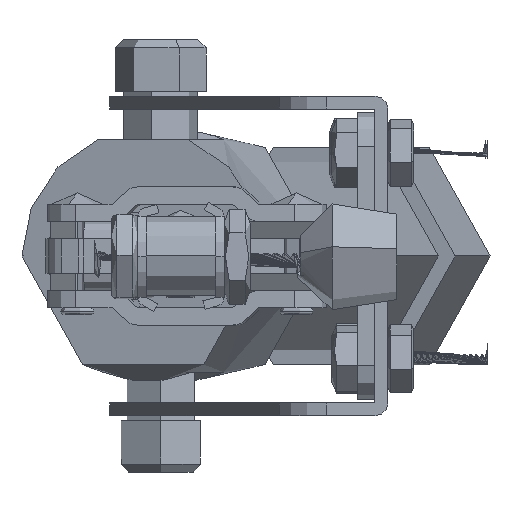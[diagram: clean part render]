
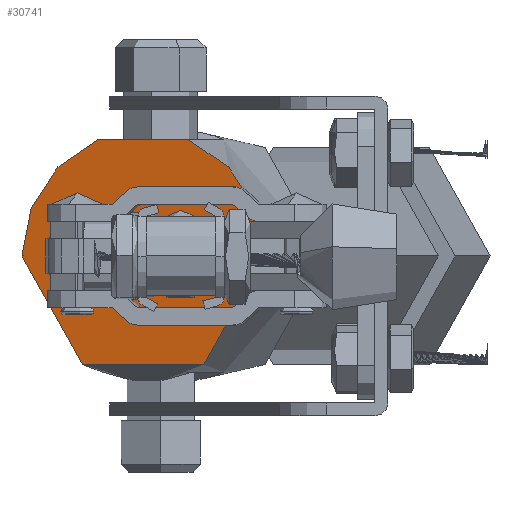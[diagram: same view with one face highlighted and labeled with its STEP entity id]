
A CAD part, left-side view. The second image highlights one B-rep face of the part: STEP entity #30741.
In plain terms, the highlighted face is planar.
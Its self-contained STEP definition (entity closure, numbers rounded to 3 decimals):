
#334 = CARTESIAN_POINT ( 'NONE',  ( -103., 0., -14.5 ) ) ;
#601 = FACE_BOUND ( 'NONE', #8394, .T. ) ;
#770 = DIRECTION ( 'NONE',  ( 0., 0., -1. ) ) ;
#2298 = LINE ( 'NONE', #25471, #22429 ) ;
#2842 = DIRECTION ( 'NONE',  ( 0., 0., -1. ) ) ;
#3244 = DIRECTION ( 'NONE',  ( 0., 0., -1. ) ) ;
#3572 = CIRCLE ( 'NONE', #7941, 14.5 ) ;
#4835 = EDGE_CURVE ( 'NONE', #30990, #39605, #29189, .T. ) ;
#7941 = AXIS2_PLACEMENT_3D ( 'NONE', #21087, #47473, #24869 ) ;
#8364 = AXIS2_PLACEMENT_3D ( 'NONE', #48497, #25873, #3244 ) ;
#8394 = EDGE_LOOP ( 'NONE', ( #39085, #48543 ) ) ;
#8939 = CARTESIAN_POINT ( 'NONE',  ( -103., 0., 0. ) ) ;
#9689 = AXIS2_PLACEMENT_3D ( 'NONE', #46033, #23421, #770 ) ;
#10462 = CARTESIAN_POINT ( 'NONE',  ( -103., 0., 5. ) ) ;
#10642 = EDGE_CURVE ( 'NONE', #17887, #29350, #2298, .T. ) ;
#12758 = DIRECTION ( 'NONE',  ( 0., 0., -1. ) ) ;
#13638 = CARTESIAN_POINT ( 'NONE',  ( -103., 0., -5. ) ) ;
#14044 = AXIS2_PLACEMENT_3D ( 'NONE', #8939, #35397, #12758 ) ;
#14845 = CARTESIAN_POINT ( 'NONE',  ( -103., -13.443, 5.434 ) ) ;
#15511 = EDGE_LOOP ( 'NONE', ( #35369, #40812, #38273, #36677 ) ) ;
#15748 = EDGE_CURVE ( 'NONE', #29350, #30990, #3572, .T. ) ;
#17887 = VERTEX_POINT ( 'NONE', #14845 ) ;
#18843 = EDGE_CURVE ( 'NONE', #32149, #48851, #28320, .T. ) ;
#19209 = DIRECTION ( 'NONE',  ( 1., 0., 0. ) ) ;
#21087 = CARTESIAN_POINT ( 'NONE',  ( -103., 0., 0. ) ) ;
#21865 = DIRECTION ( 'NONE',  ( 0., 0., 1. ) ) ;
#22429 = VECTOR ( 'NONE', #2842, 1000. ) ;
#23421 = DIRECTION ( 'NONE',  ( 1., 0., 0. ) ) ;
#23903 = CIRCLE ( 'NONE', #8364, 14.5 ) ;
#24869 = DIRECTION ( 'NONE',  ( 0., 0., -1. ) ) ;
#25471 = CARTESIAN_POINT ( 'NONE',  ( -103., -13.443, 10. ) ) ;
#25873 = DIRECTION ( 'NONE',  ( 1., 0., 0. ) ) ;
#27650 = EDGE_CURVE ( 'NONE', #48851, #32149, #47996, .T. ) ;
#28290 = CARTESIAN_POINT ( 'NONE',  ( -103., 0., 14.5 ) ) ;
#28320 = CIRCLE ( 'NONE', #14044, 5. ) ;
#29189 = CIRCLE ( 'NONE', #9689, 14.5 ) ;
#29350 = VERTEX_POINT ( 'NONE', #39749 ) ;
#30741 = ADVANCED_FACE ( 'NONE', ( #601, #39678 ), #36922, .T. ) ;
#30990 = VERTEX_POINT ( 'NONE', #334 ) ;
#32149 = VERTEX_POINT ( 'NONE', #13638 ) ;
#34860 = AXIS2_PLACEMENT_3D ( 'NONE', #41868, #19209, #45602 ) ;
#35369 = ORIENTED_EDGE ( 'NONE', *, *, #15748, .F. ) ;
#35397 = DIRECTION ( 'NONE',  ( 1., 0., 0. ) ) ;
#36677 = ORIENTED_EDGE ( 'NONE', *, *, #4835, .F. ) ;
#36922 = PLANE ( 'NONE',  #38461 ) ;
#38273 = ORIENTED_EDGE ( 'NONE', *, *, #48208, .F. ) ;
#38461 = AXIS2_PLACEMENT_3D ( 'NONE', #40742, #44488, #21865 ) ;
#39085 = ORIENTED_EDGE ( 'NONE', *, *, #18843, .T. ) ;
#39605 = VERTEX_POINT ( 'NONE', #28290 ) ;
#39678 = FACE_OUTER_BOUND ( 'NONE', #15511, .T. ) ;
#39749 = CARTESIAN_POINT ( 'NONE',  ( -103., -13.443, -5.434 ) ) ;
#40742 = CARTESIAN_POINT ( 'NONE',  ( -103., 14.5, 0. ) ) ;
#40812 = ORIENTED_EDGE ( 'NONE', *, *, #10642, .F. ) ;
#41868 = CARTESIAN_POINT ( 'NONE',  ( -103., 0., 0. ) ) ;
#44488 = DIRECTION ( 'NONE',  ( -1., 0., 0. ) ) ;
#45602 = DIRECTION ( 'NONE',  ( 0., 0., -1. ) ) ;
#46033 = CARTESIAN_POINT ( 'NONE',  ( -103., 0., 0. ) ) ;
#47473 = DIRECTION ( 'NONE',  ( 1., 0., 0. ) ) ;
#47996 = CIRCLE ( 'NONE', #34860, 5. ) ;
#48208 = EDGE_CURVE ( 'NONE', #39605, #17887, #23903, .T. ) ;
#48497 = CARTESIAN_POINT ( 'NONE',  ( -103., 0., 0. ) ) ;
#48543 = ORIENTED_EDGE ( 'NONE', *, *, #27650, .T. ) ;
#48851 = VERTEX_POINT ( 'NONE', #10462 ) ;
